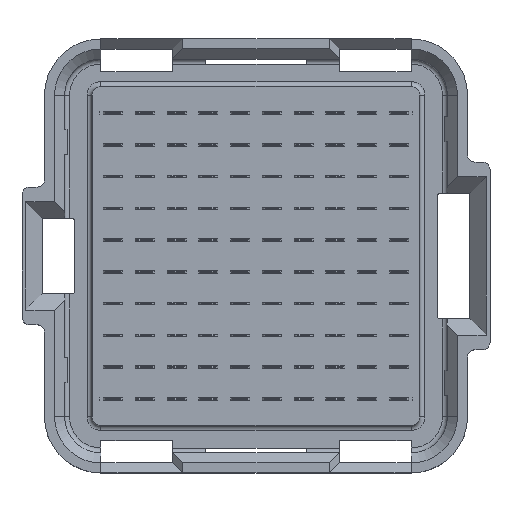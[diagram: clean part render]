
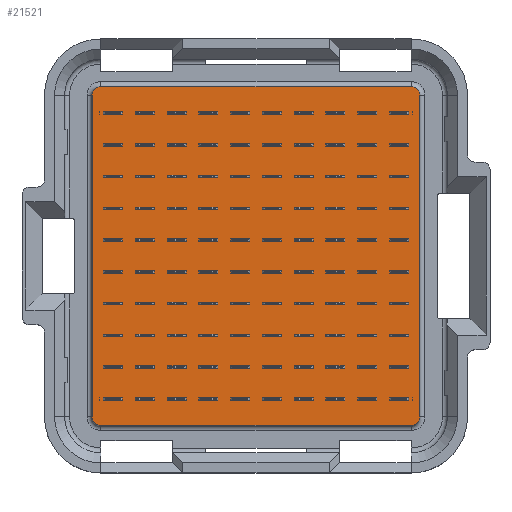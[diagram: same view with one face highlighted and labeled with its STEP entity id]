
A CAD part, top view. The second image highlights one B-rep face of the part: STEP entity #21521.
In plain terms, the highlighted planar face has unit normal (0, 0, 1).
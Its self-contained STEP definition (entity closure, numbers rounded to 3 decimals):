
#1167=FACE_BOUND('',#3461,.T.);
#1168=FACE_BOUND('',#3462,.T.);
#1169=FACE_BOUND('',#3463,.T.);
#1170=FACE_BOUND('',#3464,.T.);
#1278=CIRCLE('',#23201,0.35);
#1279=CIRCLE('',#23202,0.35);
#1280=CIRCLE('',#23203,0.35);
#1281=CIRCLE('',#23204,0.35);
#1983=FACE_OUTER_BOUND('',#3460,.T.);
#3460=EDGE_LOOP('',(#14240,#14241,#14242,#14243,#14244,#14245,#14246,#14247));
#3461=EDGE_LOOP('',(#14248,#14249));
#3462=EDGE_LOOP('',(#14250,#14251));
#3463=EDGE_LOOP('',(#14252,#14253));
#3464=EDGE_LOOP('',(#14254,#14255));
#5041=LINE('',#32908,#7029);
#5045=LINE('',#32917,#7033);
#5050=LINE('',#32927,#7038);
#5053=LINE('',#32935,#7041);
#5065=LINE('',#32962,#7053);
#5066=LINE('',#32966,#7054);
#5067=LINE('',#32970,#7055);
#5068=LINE('',#32973,#7056);
#7029=VECTOR('',#25770,0.1);
#7033=VECTOR('',#25776,0.1);
#7038=VECTOR('',#25783,0.1);
#7041=VECTOR('',#25788,0.1);
#7053=VECTOR('',#25814,12.4);
#7054=VECTOR('',#25817,12.84);
#7055=VECTOR('',#25820,12.4);
#7056=VECTOR('',#25823,12.84);
#9017=VERTEX_POINT('',#32905);
#9018=VERTEX_POINT('',#32907);
#9021=VERTEX_POINT('',#32914);
#9022=VERTEX_POINT('',#32916);
#9024=VERTEX_POINT('',#32921);
#9026=VERTEX_POINT('',#32925);
#9029=VERTEX_POINT('',#32932);
#9030=VERTEX_POINT('',#32934);
#9036=VERTEX_POINT('',#32958);
#9037=VERTEX_POINT('',#32959);
#9038=VERTEX_POINT('',#32961);
#9039=VERTEX_POINT('',#32963);
#9040=VERTEX_POINT('',#32965);
#9041=VERTEX_POINT('',#32967);
#9042=VERTEX_POINT('',#32969);
#9043=VERTEX_POINT('',#32971);
#11125=EDGE_CURVE('',#9017,#9018,#5041,.T.);
#11129=EDGE_CURVE('',#9021,#9022,#5045,.T.);
#11134=EDGE_CURVE('',#9024,#9026,#5050,.T.);
#11137=EDGE_CURVE('',#9030,#9029,#5053,.T.);
#11149=EDGE_CURVE('',#9036,#9037,#1278,.T.);
#11150=EDGE_CURVE('',#9037,#9038,#5065,.T.);
#11151=EDGE_CURVE('',#9038,#9039,#1279,.T.);
#11152=EDGE_CURVE('',#9039,#9040,#5066,.T.);
#11153=EDGE_CURVE('',#9040,#9041,#1280,.T.);
#11154=EDGE_CURVE('',#9041,#9042,#5067,.T.);
#11155=EDGE_CURVE('',#9042,#9043,#1281,.T.);
#11156=EDGE_CURVE('',#9043,#9036,#5068,.T.);
#14240=ORIENTED_EDGE('',*,*,#11149,.T.);
#14241=ORIENTED_EDGE('',*,*,#11150,.T.);
#14242=ORIENTED_EDGE('',*,*,#11151,.T.);
#14243=ORIENTED_EDGE('',*,*,#11152,.T.);
#14244=ORIENTED_EDGE('',*,*,#11153,.T.);
#14245=ORIENTED_EDGE('',*,*,#11154,.T.);
#14246=ORIENTED_EDGE('',*,*,#11155,.T.);
#14247=ORIENTED_EDGE('',*,*,#11156,.T.);
#14248=ORIENTED_EDGE('',*,*,#11125,.T.);
#14249=ORIENTED_EDGE('',*,*,#11125,.F.);
#14250=ORIENTED_EDGE('',*,*,#11129,.F.);
#14251=ORIENTED_EDGE('',*,*,#11129,.T.);
#14252=ORIENTED_EDGE('',*,*,#11134,.T.);
#14253=ORIENTED_EDGE('',*,*,#11134,.F.);
#14254=ORIENTED_EDGE('',*,*,#11137,.T.);
#14255=ORIENTED_EDGE('',*,*,#11137,.F.);
#20392=PLANE('',#23200);
#21521=ADVANCED_FACE('',(#1983,#1167,#1168,#1169,#1170),#20392,.T.);
#23200=AXIS2_PLACEMENT_3D('',#32957,#25810,#25811);
#23201=AXIS2_PLACEMENT_3D('',#32960,#25812,#25813);
#23202=AXIS2_PLACEMENT_3D('',#32964,#25815,#25816);
#23203=AXIS2_PLACEMENT_3D('',#32968,#25818,#25819);
#23204=AXIS2_PLACEMENT_3D('',#32972,#25821,#25822);
#25770=DIRECTION('',(0.,-1.,0.));
#25776=DIRECTION('',(0.,-1.,0.));
#25783=DIRECTION('',(0.,-1.,0.));
#25788=DIRECTION('',(0.,-1.,0.));
#25810=DIRECTION('center_axis',(0.,0.,1.));
#25811=DIRECTION('ref_axis',(1.,0.,0.));
#25812=DIRECTION('center_axis',(0.,0.,1.));
#25813=DIRECTION('ref_axis',(-1.,0.,0.));
#25814=DIRECTION('',(1.,0.,0.));
#25815=DIRECTION('center_axis',(0.,0.,1.));
#25816=DIRECTION('ref_axis',(0.,-1.,0.));
#25817=DIRECTION('',(0.,1.,0.));
#25818=DIRECTION('center_axis',(0.,0.,1.));
#25819=DIRECTION('ref_axis',(1.,0.,0.));
#25820=DIRECTION('',(-1.,0.,0.));
#25821=DIRECTION('center_axis',(0.,0.,1.));
#25822=DIRECTION('ref_axis',(0.,1.,0.));
#25823=DIRECTION('',(0.,-1.,0.));
#32905=CARTESIAN_POINT('',(6.265,-5.665,1.65));
#32907=CARTESIAN_POINT('',(6.265,-5.765,1.65));
#32908=CARTESIAN_POINT('',(6.265,-5.665,1.65));
#32914=CARTESIAN_POINT('',(6.265,5.765,1.65));
#32916=CARTESIAN_POINT('',(6.265,5.665,1.65));
#32917=CARTESIAN_POINT('',(6.265,5.765,1.65));
#32921=CARTESIAN_POINT('',(-6.265,-5.665,1.65));
#32925=CARTESIAN_POINT('',(-6.265,-5.765,1.65));
#32927=CARTESIAN_POINT('',(-6.265,-5.665,1.65));
#32932=CARTESIAN_POINT('',(-6.265,5.665,1.65));
#32934=CARTESIAN_POINT('',(-6.265,5.765,1.65));
#32935=CARTESIAN_POINT('',(-6.265,5.765,1.65));
#32957=CARTESIAN_POINT('Origin',(0.,0.,
1.65));
#32958=CARTESIAN_POINT('',(-6.55,-6.42,1.65));
#32959=CARTESIAN_POINT('',(-6.2,-6.77,1.65));
#32960=CARTESIAN_POINT('Origin',(-6.2,-6.42,1.65));
#32961=CARTESIAN_POINT('',(6.2,-6.77,1.65));
#32962=CARTESIAN_POINT('',(-6.2,-6.77,1.65));
#32963=CARTESIAN_POINT('',(6.55,-6.42,1.65));
#32964=CARTESIAN_POINT('Origin',(6.2,-6.42,1.65));
#32965=CARTESIAN_POINT('',(6.55,6.42,1.65));
#32966=CARTESIAN_POINT('',(6.55,-6.42,1.65));
#32967=CARTESIAN_POINT('',(6.2,6.77,1.65));
#32968=CARTESIAN_POINT('Origin',(6.2,6.42,1.65));
#32969=CARTESIAN_POINT('',(-6.2,6.77,1.65));
#32970=CARTESIAN_POINT('',(6.2,6.77,1.65));
#32971=CARTESIAN_POINT('',(-6.55,6.42,1.65));
#32972=CARTESIAN_POINT('Origin',(-6.2,6.42,1.65));
#32973=CARTESIAN_POINT('',(-6.55,6.42,1.65));
